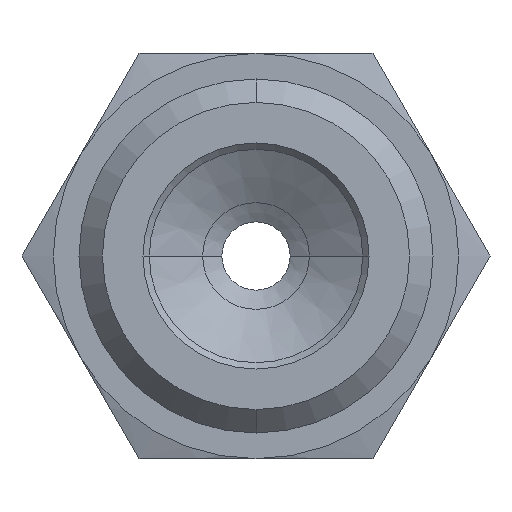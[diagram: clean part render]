
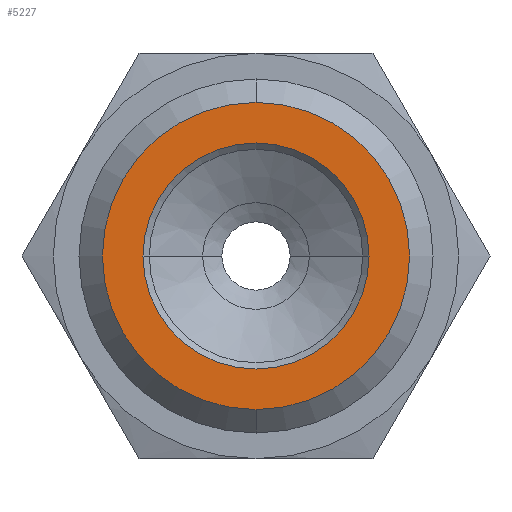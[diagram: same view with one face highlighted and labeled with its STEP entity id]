
A CAD part, front view. The second image highlights one B-rep face of the part: STEP entity #5227.
In plain terms, the highlighted planar face has unit normal (0, -1, 0).
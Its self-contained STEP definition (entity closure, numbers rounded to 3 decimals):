
#1153=CARTESIAN_POINT('',(0.,-9.,0.));
#1154=DIRECTION('',(0.,1.,0.));
#1155=DIRECTION('',(0.,0.,1.));
#1156=AXIS2_PLACEMENT_3D('',#1153,#1154,#1155);
#1158=CARTESIAN_POINT('',(0.,-9.,0.));
#1159=DIRECTION('',(0.,1.,0.));
#1160=DIRECTION('',(0.,0.,-1.));
#1161=AXIS2_PLACEMENT_3D('',#1158,#1159,#1160);
#1163=CARTESIAN_POINT('',(0.,-9.,0.));
#1164=DIRECTION('',(0.,-1.,0.));
#1165=DIRECTION('',(1.,0.,0.));
#1166=AXIS2_PLACEMENT_3D('',#1163,#1164,#1165);
#1168=CARTESIAN_POINT('',(0.,-9.,0.));
#1169=DIRECTION('',(0.,-1.,0.));
#1170=DIRECTION('',(-1.,0.,0.));
#1171=AXIS2_PLACEMENT_3D('',#1168,#1169,#1170);
#2925=CARTESIAN_POINT('',(0.,-9.,-7.2));
#2926=VERTEX_POINT('',#2925);
#2927=CARTESIAN_POINT('',(0.,-9.,7.2));
#2928=VERTEX_POINT('',#2927);
#2929=CARTESIAN_POINT('',(5.3,-9.,0.));
#2931=VERTEX_POINT('',#2929);
#2933=CARTESIAN_POINT('',(-5.3,-9.,0.));
#2935=VERTEX_POINT('',#2933);
#5212=CARTESIAN_POINT('',(0.,-9.,0.));
#5213=DIRECTION('',(0.,1.,0.));
#5214=DIRECTION('',(0.,0.,1.));
#5215=AXIS2_PLACEMENT_3D('',#5212,#5213,#5214);
#5216=PLANE('',#5215);
#5218=ORIENTED_EDGE('',*,*,#5217,.T.);
#5220=ORIENTED_EDGE('',*,*,#5219,.T.);
#5221=EDGE_LOOP('',(#5218,#5220));
#5222=FACE_OUTER_BOUND('',#5221,.F.);
#5223=ORIENTED_EDGE('',*,*,#5207,.T.);
#5224=ORIENTED_EDGE('',*,*,#5191,.T.);
#5225=EDGE_LOOP('',(#5223,#5224));
#5226=FACE_BOUND('',#5225,.F.);
#5227=ADVANCED_FACE('',(#5222,#5226),#5216,.F.);
#1157=CIRCLE('',#1156,7.2);
#1162=CIRCLE('',#1161,7.2);
#1167=CIRCLE('',#1166,5.3);
#1172=CIRCLE('',#1171,5.3);
#5191=EDGE_CURVE('',#2935,#2931,#1172,.T.);
#5207=EDGE_CURVE('',#2931,#2935,#1167,.T.);
#5217=EDGE_CURVE('',#2928,#2926,#1157,.T.);
#5219=EDGE_CURVE('',#2926,#2928,#1162,.T.);
